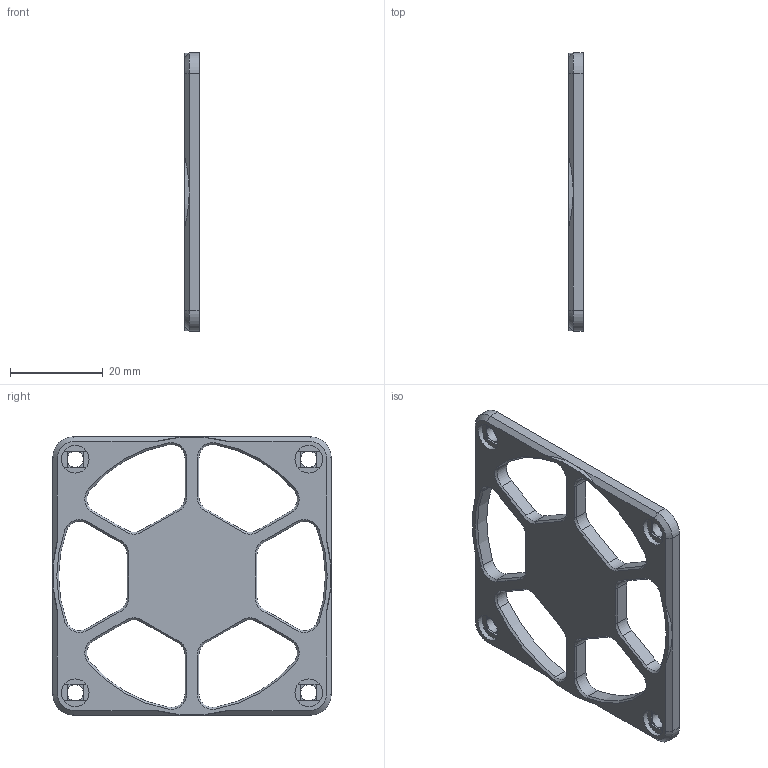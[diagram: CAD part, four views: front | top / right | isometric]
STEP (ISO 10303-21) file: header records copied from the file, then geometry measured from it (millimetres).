
FILE_DESCRIPTION(/* description */ (''),/* implementation_level */ '2;1');
FILE_NAME(/* name */ 'fan_grill.step',/* time_stamp */ '2022-09-24T13:37:54-07:00',/* author */ (''),/* organization */ (''),/* preprocessor_version */ 'ST-DEVELOPER v19',/* originating_system */ 'Autodesk Translation Framework v11.7.0.108',/* authorisation */ '');
FILE_SCHEMA (('AUTOMOTIVE_DESIGN { 1 0 10303 214 3 1 1 }'));
Length unit declared in the file: millimetre
Products named in the file (1): 60mm_exhaust_fan_grill
Bounding box: 3.2 x 60 x 60 mm (x, y, z)
Volume: 5858.6 mm3; surface area: 5721.2 mm2
Topology: 1 solids, 1 shells, 178 faces, 458 edges, 282 vertices
Faces by surface type: plane 98, cylinder 46, cone 34
Full cylindrical faces by diameter (mm): 3.5 x4, 6 x4
Entity records: 5440 total; most frequent: DIRECTION 974, CARTESIAN_POINT 919, ORIENTED_EDGE 916, EDGE_CURVE 458, AXIS2_PLACEMENT_3D 337, LINE 300, VECTOR 300, VERTEX_POINT 282
